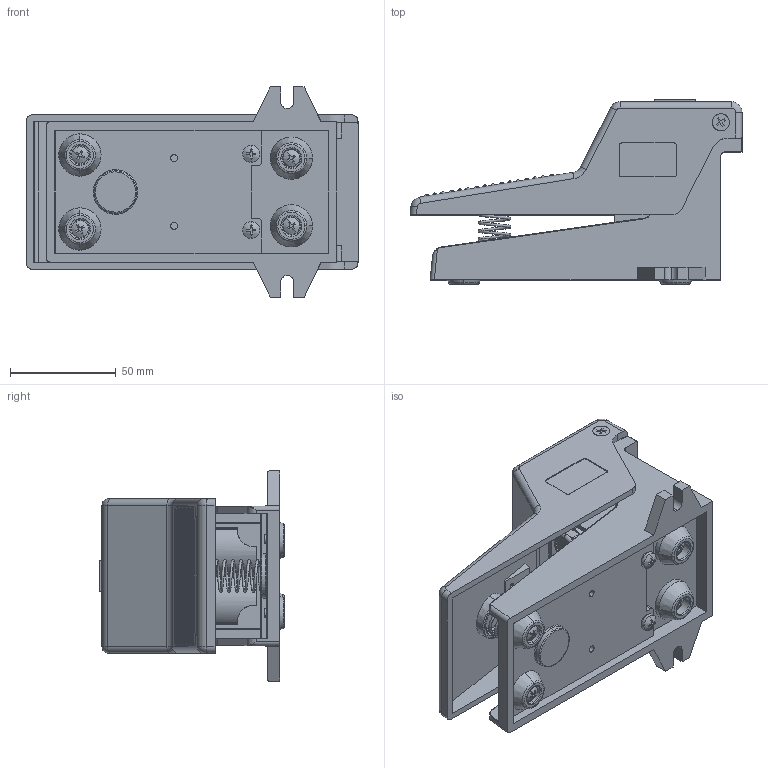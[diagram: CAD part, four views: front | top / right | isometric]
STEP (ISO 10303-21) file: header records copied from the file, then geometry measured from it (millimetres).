
FILE_DESCRIPTION (( 'STEP AP203' ), '1' );
FILE_NAME ('4F210-08.step', '2017-03-07T18:51:37', ( '' ), ( '' ), 'SwSTEP 2.0', 'SolidWorks 2016', '' );
FILE_SCHEMA (( 'CONFIG_CONTROL_DESIGN' ));
Products named in the file (1): 4F210-08
Bounding box: 157 x 87.2 x 99.38 mm (x, y, z)
Surface area: 132149.5 mm2 (no closed solid volume)
Topology: 0 solids, 30 shells, 1052 faces, 2648 edges, 1708 vertices
Faces by surface type: cylinder 465, plane 398, bspline 76, cone 70, sphere 33, torus 10
Entity records: 39079 total; most frequent: CARTESIAN_POINT 13521, DIRECTION 5344, ORIENTED_EDGE 5262, EDGE_CURVE 2636, AXIS2_PLACEMENT_3D 2027, VERTEX_POINT 1708, EDGE_LOOP 1296, LINE 1290
